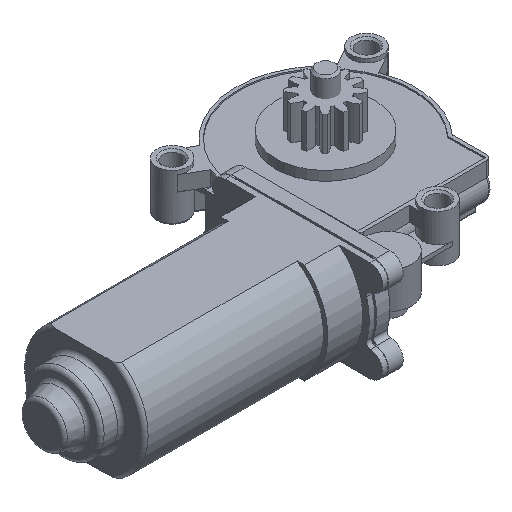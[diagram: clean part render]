
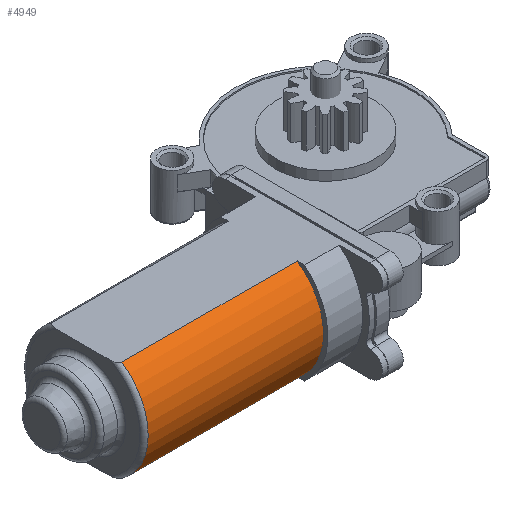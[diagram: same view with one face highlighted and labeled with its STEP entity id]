
A CAD part, isometric view. The second image highlights one B-rep face of the part: STEP entity #4949.
In plain terms, the highlighted cylindrical face has radius 22.75 mm (diameter 45.5 mm), a partial arc.
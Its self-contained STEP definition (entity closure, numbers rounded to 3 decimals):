
#343=CIRCLE($,#5372,22.75);
#348=CIRCLE($,#5385,22.75);
#525=CYLINDRICAL_SURFACE($,#5384,22.75);
#721=FACE_OUTER_BOUND($,#1023,.T.);
#1023=EDGE_LOOP($,(#3893,#3894,#3895,#3896));
#1443=LINE($,#8426,#1835);
#1444=LINE($,#8442,#1836);
#1835=VECTOR($,#6452,65.5);
#1836=VECTOR($,#6473,65.5);
#2300=VERTEX_POINT($,#8389);
#2301=VERTEX_POINT($,#8400);
#2307=VERTEX_POINT($,#8424);
#2312=VERTEX_POINT($,#8441);
#2898=EDGE_CURVE($,#2300,#2301,#343,.T.);
#2907=EDGE_CURVE($,#2307,#2300,#1443,.T.);
#2912=EDGE_CURVE($,#2312,#2301,#1444,.T.);
#2920=EDGE_CURVE($,#2312,#2307,#348,.T.);
#3893=ORIENTED_EDGE($,*,*,#2898,.F.);
#3894=ORIENTED_EDGE($,*,*,#2907,.F.);
#3895=ORIENTED_EDGE($,*,*,#2920,.F.);
#3896=ORIENTED_EDGE($,*,*,#2912,.T.);
#4949=ADVANCED_FACE($,(#721),#525,.T.);
#5372=AXIS2_PLACEMENT_3D($,#8401,#6441,#6442);
#5384=AXIS2_PLACEMENT_3D($,#8455,#6481,#6482);
#5385=AXIS2_PLACEMENT_3D($,#8456,#6483,#6484);
#6441=DIRECTION('center_axis',(-1.,0.,0.));
#6442=DIRECTION('ref_axis',(0.,-1.,0.));
#6452=DIRECTION($,(-1.,0.,0.));
#6473=DIRECTION($,(-1.,0.,0.));
#6481=DIRECTION('center_axis',(-1.,0.,0.));
#6482=DIRECTION('ref_axis',(0.,-0.566,-0.824));
#6483=DIRECTION('center_axis',(1.,0.,0.));
#6484=DIRECTION('ref_axis',(0.,-0.566,-0.824));
#8389=CARTESIAN_POINT('',(-119.,-42.884,-28.75));
#8400=CARTESIAN_POINT('',(-119.,-42.884,8.75));
#8401=CARTESIAN_POINT('Origin',(-119.,-30.,-10.));
#8424=CARTESIAN_POINT('',(-53.5,-42.884,-28.75));
#8426=CARTESIAN_POINT($,(-53.5,-42.884,-28.75));
#8441=CARTESIAN_POINT('',(-53.5,-42.884,8.75));
#8442=CARTESIAN_POINT($,(-53.5,-42.884,8.75));
#8455=CARTESIAN_POINT('Origin',(-53.5,-30.,-10.));
#8456=CARTESIAN_POINT('Origin',(-53.5,-30.,-10.));
